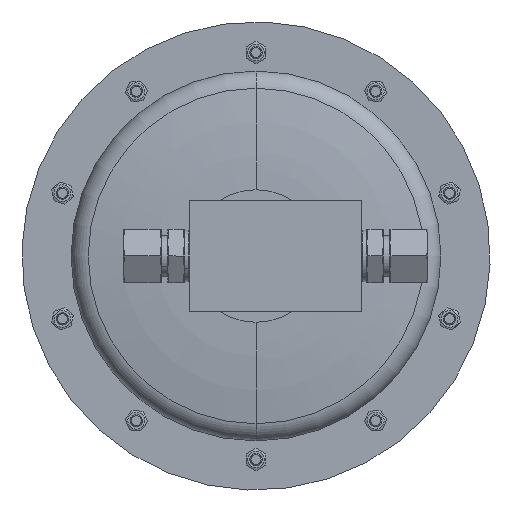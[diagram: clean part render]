
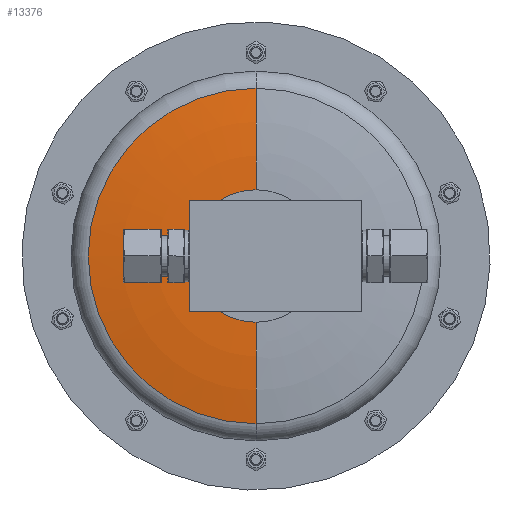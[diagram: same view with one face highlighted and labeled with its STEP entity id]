
A CAD part, front view. The second image highlights one B-rep face of the part: STEP entity #13376.
In plain terms, the highlighted toroidal (fillet/blend) face has major radius 27 mm and minor radius 252.5 mm.
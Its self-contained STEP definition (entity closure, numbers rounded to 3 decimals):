
#355 = DIRECTION ( 'NONE',  ( 0., 0., 1. ) ) ;
#1016 = ORIENTED_EDGE ( 'NONE', *, *, #14350, .F. ) ;
#1268 = DIRECTION ( 'NONE',  ( 0., 0., -1. ) ) ;
#1447 = DIRECTION ( 'NONE',  ( 0., -1., 0. ) ) ;
#1799 = CARTESIAN_POINT ( 'NONE',  ( 0., 3.419, 68.41 ) ) ;
#2664 = EDGE_CURVE ( 'NONE', #4374, #3770, #20608, .T. ) ;
#3144 = DIRECTION ( 'NONE',  ( 1., 0., 0. ) ) ;
#3579 = FACE_OUTER_BOUND ( 'NONE', #14229, .T. ) ;
#3722 = EDGE_CURVE ( 'NONE', #12017, #4374, #16268, .T. ) ;
#3770 = VERTEX_POINT ( 'NONE', #10470 ) ;
#4054 = CIRCLE ( 'NONE', #10371, 252.5 ) ;
#4374 = VERTEX_POINT ( 'NONE', #12482 ) ;
#4465 = CARTESIAN_POINT ( 'NONE',  ( 0., 252.5, 0. ) ) ;
#4536 = DIRECTION ( 'NONE',  ( 0., -1., 0. ) ) ;
#5204 = CARTESIAN_POINT ( 'NONE',  ( 0., 0., 0. ) ) ;
#5855 = DIRECTION ( 'NONE',  ( 0., -1., 0. ) ) ;
#6306 = VERTEX_POINT ( 'NONE', #1799 ) ;
#6416 = CARTESIAN_POINT ( 'NONE',  ( -14.925, 0., 22.5 ) ) ;
#6852 = CARTESIAN_POINT ( 'NONE',  ( 0., 0., 27. ) ) ;
#7004 = DIRECTION ( 'NONE',  ( 0., 0., -1. ) ) ;
#7140 = CIRCLE ( 'NONE', #7267, 27. ) ;
#7267 = AXIS2_PLACEMENT_3D ( 'NONE', #5204, #17765, #7004 ) ;
#7880 = CARTESIAN_POINT ( 'NONE',  ( 0., 0., -27. ) ) ;
#10006 = CARTESIAN_POINT ( 'NONE',  ( 0., 3.419, 0. ) ) ;
#10371 = AXIS2_PLACEMENT_3D ( 'NONE', #21893, #11035, #355 ) ;
#10470 = CARTESIAN_POINT ( 'NONE',  ( -14.925, 0., -22.5 ) ) ;
#10560 = CARTESIAN_POINT ( 'NONE',  ( 0., 3.419, -68.41 ) ) ;
#10660 = AXIS2_PLACEMENT_3D ( 'NONE', #13867, #3144, #15682 ) ;
#11035 = DIRECTION ( 'NONE',  ( -1., 0., 0. ) ) ;
#11815 = DIRECTION ( 'NONE',  ( 0., 0., -1. ) ) ;
#11971 = DIRECTION ( 'NONE',  ( 0., -1., 0. ) ) ;
#12017 = VERTEX_POINT ( 'NONE', #6416 ) ;
#12137 = CARTESIAN_POINT ( 'NONE',  ( 0., 0., 0. ) ) ;
#12190 = AXIS2_PLACEMENT_3D ( 'NONE', #16611, #5855, #18417 ) ;
#12482 = CARTESIAN_POINT ( 'NONE',  ( -27., 0., 0. ) ) ;
#13097 = CIRCLE ( 'NONE', #10660, 252.5 ) ;
#13376 = ADVANCED_FACE ( 'NONE', ( #3579 ), #16198, .T. ) ;
#13867 = CARTESIAN_POINT ( 'NONE',  ( 0., 252.5, 27. ) ) ;
#13964 = DIRECTION ( 'NONE',  ( 0., 0., -1. ) ) ;
#14229 = EDGE_LOOP ( 'NONE', ( #1016, #16463, #21530, #22175, #20195, #14980, #16398 ) ) ;
#14350 = EDGE_CURVE ( 'NONE', #6306, #21563, #13097, .T. ) ;
#14678 = EDGE_CURVE ( 'NONE', #3770, #16654, #15049, .T. ) ;
#14964 = EDGE_CURVE ( 'NONE', #21563, #12017, #7140, .T. ) ;
#14980 = ORIENTED_EDGE ( 'NONE', *, *, #3722, .F. ) ;
#15049 = CIRCLE ( 'NONE', #12190, 27. ) ;
#15131 = EDGE_CURVE ( 'NONE', #22103, #16654, #4054, .T. ) ;
#15629 = AXIS2_PLACEMENT_3D ( 'NONE', #22820, #11971, #1268 ) ;
#15682 = DIRECTION ( 'NONE',  ( 0., 0., -1. ) ) ;
#16198 = TOROIDAL_SURFACE ( 'NONE', #21096, 27., 252.5 ) ;
#16268 = CIRCLE ( 'NONE', #17326, 27. ) ;
#16398 = ORIENTED_EDGE ( 'NONE', *, *, #14964, .F. ) ;
#16463 = ORIENTED_EDGE ( 'NONE', *, *, #20970, .T. ) ;
#16611 = CARTESIAN_POINT ( 'NONE',  ( 0., 0., 0. ) ) ;
#16654 = VERTEX_POINT ( 'NONE', #7880 ) ;
#17108 = DIRECTION ( 'NONE',  ( 0., 0., -1. ) ) ;
#17326 = AXIS2_PLACEMENT_3D ( 'NONE', #12137, #1447, #13964 ) ;
#17765 = DIRECTION ( 'NONE',  ( 0., -1., 0. ) ) ;
#18417 = DIRECTION ( 'NONE',  ( 0., 0., -1. ) ) ;
#18655 = CIRCLE ( 'NONE', #19323, 68.41 ) ;
#19323 = AXIS2_PLACEMENT_3D ( 'NONE', #10006, #22668, #11815 ) ;
#20195 = ORIENTED_EDGE ( 'NONE', *, *, #2664, .F. ) ;
#20608 = CIRCLE ( 'NONE', #15629, 27. ) ;
#20970 = EDGE_CURVE ( 'NONE', #6306, #22103, #18655, .T. ) ;
#21096 = AXIS2_PLACEMENT_3D ( 'NONE', #4465, #4536, #17108 ) ;
#21530 = ORIENTED_EDGE ( 'NONE', *, *, #15131, .T. ) ;
#21563 = VERTEX_POINT ( 'NONE', #6852 ) ;
#21893 = CARTESIAN_POINT ( 'NONE',  ( 0., 252.5, -27. ) ) ;
#22103 = VERTEX_POINT ( 'NONE', #10560 ) ;
#22175 = ORIENTED_EDGE ( 'NONE', *, *, #14678, .F. ) ;
#22668 = DIRECTION ( 'NONE',  ( 0., -1., 0. ) ) ;
#22820 = CARTESIAN_POINT ( 'NONE',  ( 0., 0., 0. ) ) ;
